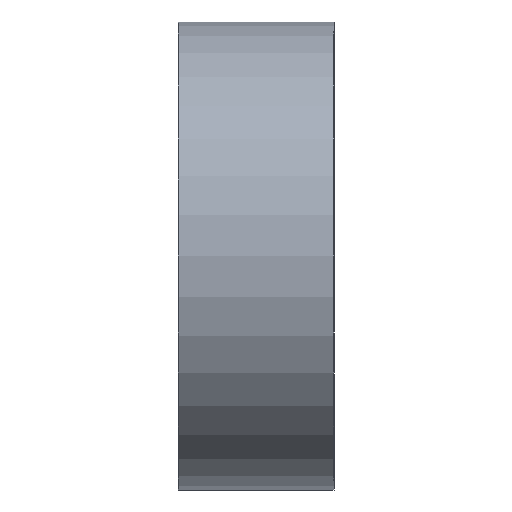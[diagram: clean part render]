
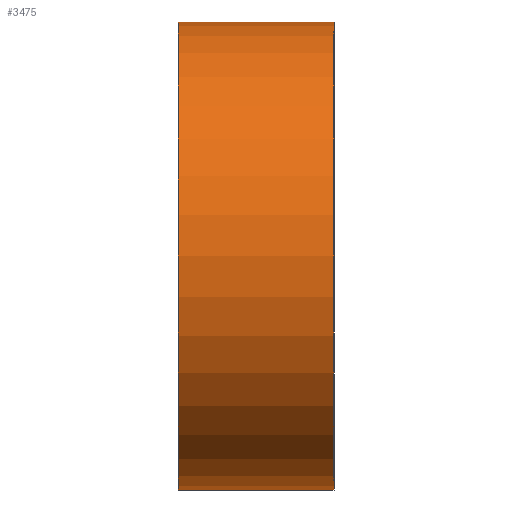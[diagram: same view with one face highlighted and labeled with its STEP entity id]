
A CAD part, left-side view. The second image highlights one B-rep face of the part: STEP entity #3475.
In plain terms, the highlighted cylindrical face has radius 38.1 mm (diameter 76.2 mm), a partial arc.
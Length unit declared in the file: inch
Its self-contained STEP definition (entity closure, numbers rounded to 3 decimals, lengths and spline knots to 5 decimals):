
#157 = LINE ( 'NONE', #11810, #8561 ) ;
#341 = CARTESIAN_POINT ( 'NONE',  ( -3.92506, 0., -1.5 ) ) ;
#368 = VERTEX_POINT ( 'NONE', #8746 ) ;
#1518 = VERTEX_POINT ( 'NONE', #6445 ) ;
#1781 = CARTESIAN_POINT ( 'NONE',  ( -3.92506, 1., 1.5 ) ) ;
#2225 = CIRCLE ( 'NONE', #4921, 1.5 ) ;
#2881 = DIRECTION ( 'NONE',  ( 0., -1., 0. ) ) ;
#2990 = CYLINDRICAL_SURFACE ( 'NONE', #5501, 1.5 ) ;
#3094 = AXIS2_PLACEMENT_3D ( 'NONE', #12707, #6110, #13804 ) ;
#3327 = FACE_OUTER_BOUND ( 'NONE', #9143, .T. ) ;
#3363 = VERTEX_POINT ( 'NONE', #341 ) ;
#3475 = ADVANCED_FACE ( 'NONE', ( #3327 ), #2990, .T. ) ;
#3968 = VERTEX_POINT ( 'NONE', #8367 ) ;
#4121 = DIRECTION ( 'NONE',  ( 0., -1., 0. ) ) ;
#4707 = ORIENTED_EDGE ( 'NONE', *, *, #11370, .T. ) ;
#4719 = ORIENTED_EDGE ( 'NONE', *, *, #8294, .F. ) ;
#4858 = LINE ( 'NONE', #1781, #7408 ) ;
#4921 = AXIS2_PLACEMENT_3D ( 'NONE', #5506, #13221, #6607 ) ;
#4985 = DIRECTION ( 'NONE',  ( 0., -1., 0. ) ) ;
#5501 = AXIS2_PLACEMENT_3D ( 'NONE', #11594, #4985, #12695 ) ;
#5506 = CARTESIAN_POINT ( 'NONE',  ( -3.92506, 1., 0. ) ) ;
#6110 = DIRECTION ( 'NONE',  ( 0., 1., 0. ) ) ;
#6445 = CARTESIAN_POINT ( 'NONE',  ( -3.92506, 1., 1.5 ) ) ;
#6592 = ORIENTED_EDGE ( 'NONE', *, *, #10232, .F. ) ;
#6607 = DIRECTION ( 'NONE',  ( 0., 0., 1. ) ) ;
#7408 = VECTOR ( 'NONE', #2881, 39.37008 ) ;
#8294 = EDGE_CURVE ( 'NONE', #1518, #368, #4858, .T. ) ;
#8367 = CARTESIAN_POINT ( 'NONE',  ( -3.92506, 1., -1.5 ) ) ;
#8561 = VECTOR ( 'NONE', #4121, 39.37008 ) ;
#8746 = CARTESIAN_POINT ( 'NONE',  ( -3.92506, 0., 1.5 ) ) ;
#9143 = EDGE_LOOP ( 'NONE', ( #4707, #4719, #6592, #13121 ) ) ;
#9514 = EDGE_CURVE ( 'NONE', #3968, #3363, #157, .T. ) ;
#10232 = EDGE_CURVE ( 'NONE', #3968, #1518, #2225, .T. ) ;
#10427 = CIRCLE ( 'NONE', #3094, 1.5 ) ;
#11370 = EDGE_CURVE ( 'NONE', #3363, #368, #10427, .T. ) ;
#11594 = CARTESIAN_POINT ( 'NONE',  ( -3.92506, 1., 0. ) ) ;
#11810 = CARTESIAN_POINT ( 'NONE',  ( -3.92506, 1., -1.5 ) ) ;
#12695 = DIRECTION ( 'NONE',  ( 0., 0., -1. ) ) ;
#12707 = CARTESIAN_POINT ( 'NONE',  ( -3.92506, 0., 0. ) ) ;
#13121 = ORIENTED_EDGE ( 'NONE', *, *, #9514, .T. ) ;
#13221 = DIRECTION ( 'NONE',  ( 0., 1., 0. ) ) ;
#13804 = DIRECTION ( 'NONE',  ( 0., 0., 1. ) ) ;
